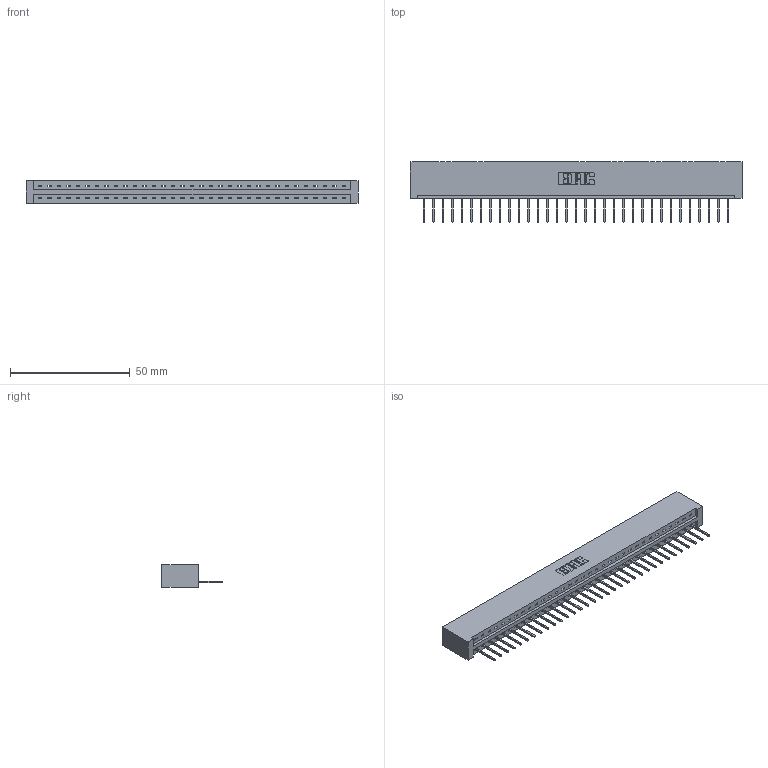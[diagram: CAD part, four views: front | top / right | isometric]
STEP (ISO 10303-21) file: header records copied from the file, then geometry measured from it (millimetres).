
FILE_DESCRIPTION (( 'STEP AP203' ), '1' );
FILE_NAME ('337-033-523-101.STEP', '2019-10-01T04:26:18', ( '' ), ( '' ), 'SwSTEP 2.0', 'SolidWorks 2016', '' );
FILE_SCHEMA (( 'CONFIG_CONTROL_DESIGN' ));
Length unit declared in the file: inch
Products named in the file (3): 345-292-001_345-293-123; 337-033-523-101; 337 Part_No Mounting Lugs
Assembly tree (34 placements, depth 2):
  337-033-523-101
    337 Part_No Mounting Lugs
    345-292-001_345-293-123  x33
Bounding box: 138.63 x 25.15 x 9.4 mm (x, y, z)
Volume: 15021.9 mm3; surface area: 15483.5 mm2
Topology: 34 solids, 34 shells, 2152 faces, 6491 edges, 4282 vertices
Faces by surface type: plane 1584, cylinder 568
Entity records: 25435 total; most frequent: CARTESIAN_POINT 4437, ORIENTED_EDGE 4406, DIRECTION 3745, EDGE_CURVE 2203, LINE 2083, VECTOR 2083, VERTEX_POINT 1466, AXIS2_PLACEMENT_3D 831
